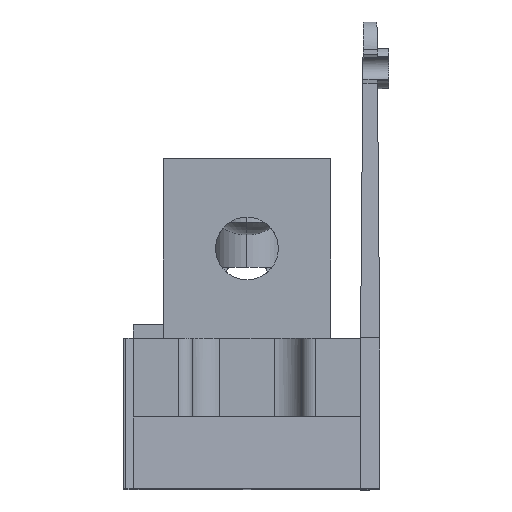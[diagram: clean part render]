
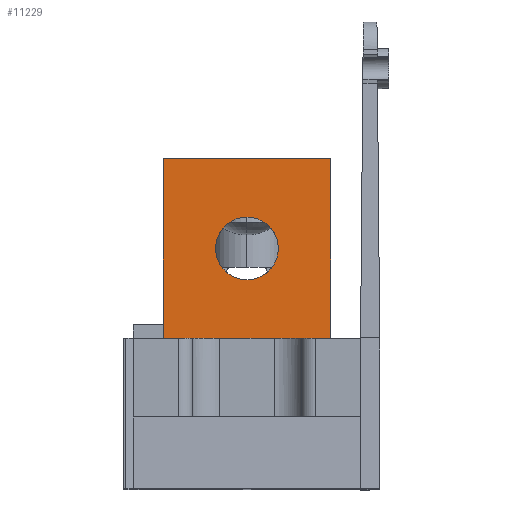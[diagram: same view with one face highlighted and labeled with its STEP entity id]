
A CAD part, top view. The second image highlights one B-rep face of the part: STEP entity #11229.
In plain terms, the highlighted planar face has unit normal (0, 0, 1).
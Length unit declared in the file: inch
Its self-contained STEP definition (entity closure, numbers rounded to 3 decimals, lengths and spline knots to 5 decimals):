
#254 = CIRCLE ( 'NONE', #19187, 0.21875 ) ;
#288 = VERTEX_POINT ( 'NONE', #13984 ) ;
#565 = VECTOR ( 'NONE', #5860, 39.37008 ) ;
#775 = CARTESIAN_POINT ( 'NONE',  ( -0.6497, 1.05, 1.25 ) ) ;
#1089 = DIRECTION ( 'NONE',  ( 1., 0., 0. ) ) ;
#1140 = LINE ( 'NONE', #6559, #18037 ) ;
#1946 = EDGE_CURVE ( 'NONE', #8656, #4826, #19019, .T. ) ;
#2348 = CARTESIAN_POINT ( 'NONE',  ( 0.5163, 2.3, 1.25 ) ) ;
#3206 = CARTESIAN_POINT ( 'NONE',  ( -0.6497, 2.3, 1.25 ) ) ;
#4401 = CARTESIAN_POINT ( 'NONE',  ( 0.5163, 1.05, 1.25 ) ) ;
#4808 = DIRECTION ( 'NONE',  ( -1., 0., 0. ) ) ;
#4826 = VERTEX_POINT ( 'NONE', #4401 ) ;
#4860 = ORIENTED_EDGE ( 'NONE', *, *, #19382, .F. ) ;
#4891 = FACE_BOUND ( 'NONE', #20495, .T. ) ;
#5860 = DIRECTION ( 'NONE',  ( 0., -1., 0. ) ) ;
#6386 = VECTOR ( 'NONE', #16685, 39.37008 ) ;
#6426 = EDGE_LOOP ( 'NONE', ( #19592, #18908, #4860, #16664 ) ) ;
#6559 = CARTESIAN_POINT ( 'NONE',  ( -0.6497, 2.3, 1.25 ) ) ;
#6965 = DIRECTION ( 'NONE',  ( 0., 0., 1. ) ) ;
#7307 = EDGE_CURVE ( 'NONE', #288, #4826, #15308, .T. ) ;
#8172 = DIRECTION ( 'NONE',  ( 1., 0., 0. ) ) ;
#8656 = VERTEX_POINT ( 'NONE', #2348 ) ;
#9554 = CIRCLE ( 'NONE', #14286, 0.21875 ) ;
#10500 = EDGE_CURVE ( 'NONE', #10651, #13712, #254, .T. ) ;
#10633 = DIRECTION ( 'NONE',  ( 0., 0., 1. ) ) ;
#10651 = VERTEX_POINT ( 'NONE', #17392 ) ;
#11076 = PLANE ( 'NONE',  #19353 ) ;
#11229 = ADVANCED_FACE ( 'NONE', ( #4891, #13400 ), #11076, .F. ) ;
#11974 = EDGE_CURVE ( 'NONE', #20333, #288, #17425, .T. ) ;
#13361 = CARTESIAN_POINT ( 'NONE',  ( 0.5163, 2.3, 1.25 ) ) ;
#13400 = FACE_OUTER_BOUND ( 'NONE', #6426, .T. ) ;
#13712 = VERTEX_POINT ( 'NONE', #17774 ) ;
#13984 = CARTESIAN_POINT ( 'NONE',  ( -0.6497, 1.05, 1.25 ) ) ;
#14286 = AXIS2_PLACEMENT_3D ( 'NONE', #16457, #6965, #18012 ) ;
#14318 = DIRECTION ( 'NONE',  ( 0., 0., -1. ) ) ;
#14815 = VECTOR ( 'NONE', #18200, 39.37008 ) ;
#15308 = LINE ( 'NONE', #775, #6386 ) ;
#15375 = CARTESIAN_POINT ( 'NONE',  ( -0.6497, 2.3, 1.25 ) ) ;
#15662 = ORIENTED_EDGE ( 'NONE', *, *, #15830, .F. ) ;
#15830 = EDGE_CURVE ( 'NONE', #13712, #10651, #9554, .T. ) ;
#16327 = ORIENTED_EDGE ( 'NONE', *, *, #10500, .F. ) ;
#16457 = CARTESIAN_POINT ( 'NONE',  ( -0.0667, 1.675, 1.25 ) ) ;
#16664 = ORIENTED_EDGE ( 'NONE', *, *, #11974, .T. ) ;
#16685 = DIRECTION ( 'NONE',  ( 1., 0., 0. ) ) ;
#17392 = CARTESIAN_POINT ( 'NONE',  ( 0.15205, 1.675, 1.25 ) ) ;
#17425 = LINE ( 'NONE', #15375, #565 ) ;
#17452 = CARTESIAN_POINT ( 'NONE',  ( -0.6497, 2.3, 1.25 ) ) ;
#17774 = CARTESIAN_POINT ( 'NONE',  ( -0.28545, 1.675, 1.25 ) ) ;
#18012 = DIRECTION ( 'NONE',  ( 1., 0., 0. ) ) ;
#18037 = VECTOR ( 'NONE', #8172, 39.37008 ) ;
#18200 = DIRECTION ( 'NONE',  ( 0., -1., 0. ) ) ;
#18908 = ORIENTED_EDGE ( 'NONE', *, *, #1946, .F. ) ;
#19019 = LINE ( 'NONE', #13361, #14815 ) ;
#19187 = AXIS2_PLACEMENT_3D ( 'NONE', #20096, #10633, #1089 ) ;
#19353 = AXIS2_PLACEMENT_3D ( 'NONE', #3206, #14318, #4808 ) ;
#19382 = EDGE_CURVE ( 'NONE', #20333, #8656, #1140, .T. ) ;
#19592 = ORIENTED_EDGE ( 'NONE', *, *, #7307, .T. ) ;
#20096 = CARTESIAN_POINT ( 'NONE',  ( -0.0667, 1.675, 1.25 ) ) ;
#20333 = VERTEX_POINT ( 'NONE', #17452 ) ;
#20495 = EDGE_LOOP ( 'NONE', ( #16327, #15662 ) ) ;
